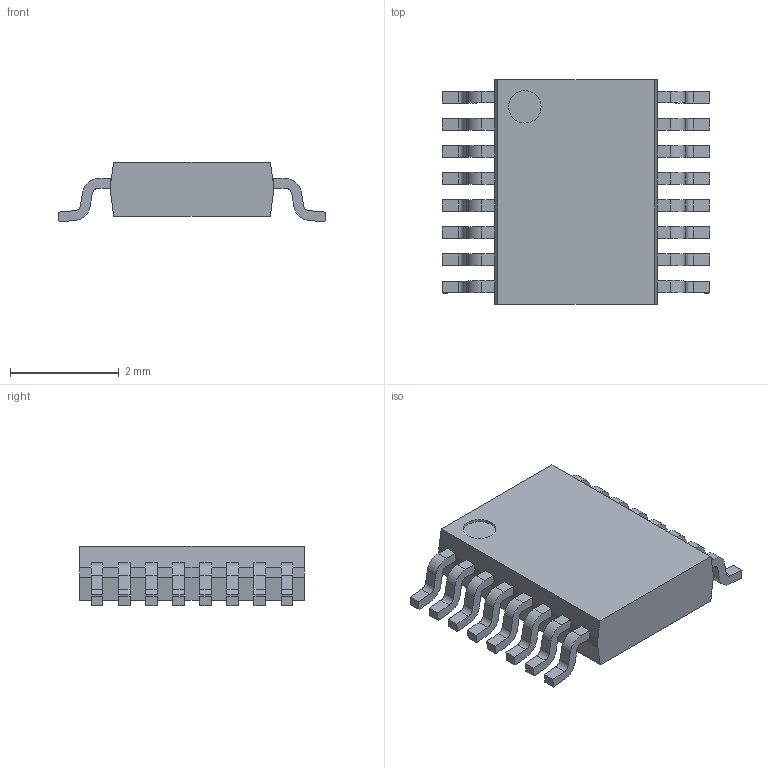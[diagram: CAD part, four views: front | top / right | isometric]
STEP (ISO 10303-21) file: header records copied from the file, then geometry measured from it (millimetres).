
FILE_DESCRIPTION((''),'2;1');
FILE_NAME('SOP50P490X110-16N.stp','2012-12-10T14:48:41',(''),(''),'Mechanical Desktop 2011','Mechanical Desktop 2011',', , ');
FILE_SCHEMA(('AUTOMOTIVE_DESIGN { 1 2 10303 214 1 1 1 1 }'));
Length unit declared in the file: millimetre
Products named in the file (1): Product
Bounding box: 4.93 x 4.14 x 1.1 mm (x, y, z)
Volume: 13.1 mm3; surface area: 56.7 mm2
Topology: 17 solids, 17 shells, 237 faces, 606 edges, 404 vertices
Faces by surface type: bspline 113, plane 90, cylinder 34
Entity records: 7604 total; most frequent: CARTESIAN_POINT 2035, ORIENTED_EDGE 1212, DIRECTION 988, EDGE_CURVE 606, VECTOR 474, LINE 474, VERTEX_POINT 404, AXIS2_PLACEMENT_3D 257
